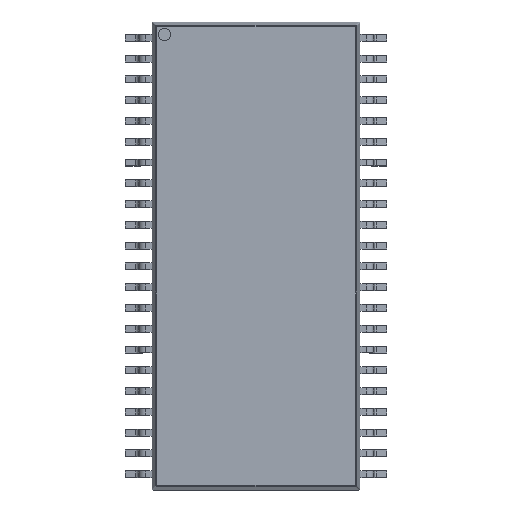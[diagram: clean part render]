
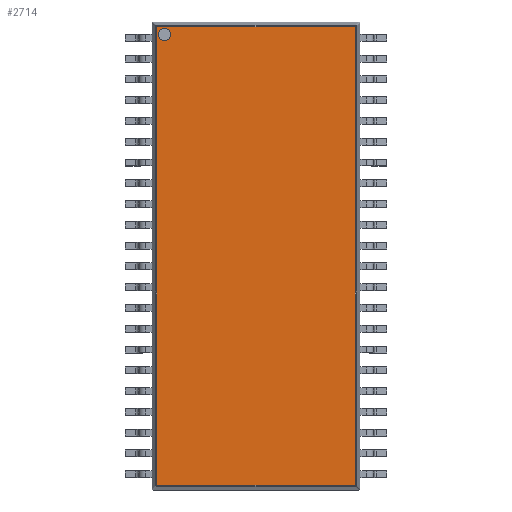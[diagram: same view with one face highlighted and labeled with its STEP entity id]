
A CAD part, top view. The second image highlights one B-rep face of the part: STEP entity #2714.
In plain terms, the highlighted planar face has unit normal (0, 0, 1).
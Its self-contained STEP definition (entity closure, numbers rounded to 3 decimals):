
#2664=CARTESIAN_POINT('',(-5.588,13.157,3.0));
#2665=VERTEX_POINT('',#2664);
#2666=CARTESIAN_POINT('',(-5.588,13.538,3.0));
#2667=DIRECTION('',(0.0,0.0,1.0));
#2668=DIRECTION('',(0.0,-1.0,0.0));
#2669=AXIS2_PLACEMENT_3D('',#2666,#2667,#2668);
#2670=CIRCLE('',#2669,0.381);
#2671=EDGE_CURVE('n� 13038',#2665,#2665,#2670,.T.);
#2672=ORIENTED_EDGE('',*,*,#2671,.F.);
#2673=EDGE_LOOP('',(#2672));
#2674=FACE_OUTER_BOUND('',#2673,.T.);
#2675=CARTESIAN_POINT('',(6.06,-14.01,3.0));
#2676=VERTEX_POINT('',#2675);
#2677=CARTESIAN_POINT('',(6.06,14.01,3.0));
#2678=VERTEX_POINT('',#2677);
#2679=CARTESIAN_POINT('',(6.06,-14.3,3.0));
#2680=DIRECTION('',(-0.0,1.0,0.0));
#2681=VECTOR('',#2680,1.0);
#2682=LINE('',#2679,#2681);
#2683=EDGE_CURVE('n� 12399',#2676,#2678,#2682,.T.);
#2684=ORIENTED_EDGE('',*,*,#2683,.T.);
#2685=CARTESIAN_POINT('',(-6.06,14.01,3.0));
#2686=VERTEX_POINT('',#2685);
#2687=CARTESIAN_POINT('',(-0.0,14.01,3.0));
#2688=DIRECTION('',(-1.0,-0.0,0.0));
#2689=VECTOR('',#2688,1.0);
#2690=LINE('',#2687,#2689);
#2691=EDGE_CURVE('n� 12402',#2678,#2686,#2690,.T.);
#2692=ORIENTED_EDGE('',*,*,#2691,.T.);
#2693=CARTESIAN_POINT('',(-6.06,-14.01,3.0));
#2694=VERTEX_POINT('',#2693);
#2695=CARTESIAN_POINT('',(-6.06,-14.073,3.0));
#2696=DIRECTION('',(0.0,-1.0,0.0));
#2697=VECTOR('',#2696,1.0);
#2698=LINE('',#2695,#2697);
#2699=EDGE_CURVE('n� 12391',#2686,#2694,#2698,.T.);
#2700=ORIENTED_EDGE('',*,*,#2699,.T.);
#2701=CARTESIAN_POINT('',(0.0,-14.01,3.0));
#2702=DIRECTION('',(1.0,0.0,0.0));
#2703=VECTOR('',#2702,1.0);
#2704=LINE('',#2701,#2703);
#2705=EDGE_CURVE('n� 12395',#2694,#2676,#2704,.T.);
#2706=ORIENTED_EDGE('',*,*,#2705,.T.);
#2707=EDGE_LOOP('',(#2684,#2692,#2700,#2706));
#2708=FACE_BOUND('',#2707,.T.);
#2709=CARTESIAN_POINT('',(0.0,-14.3,3.0));
#2710=DIRECTION('',(0.0,0.0,1.0));
#2711=DIRECTION('',(0.0,-1.0,0.0));
#2712=AXIS2_PLACEMENT_3D('',#2709,#2710,#2711);
#2713=PLANE('',#2712);
#2714=ADVANCED_FACE('n� 312',(#2674,#2708),#2713,.T.);
